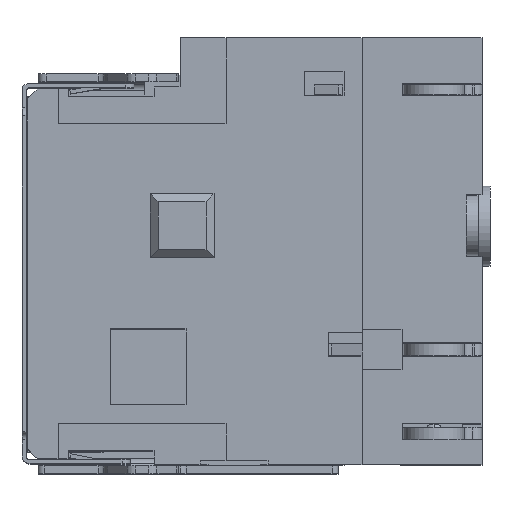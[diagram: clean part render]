
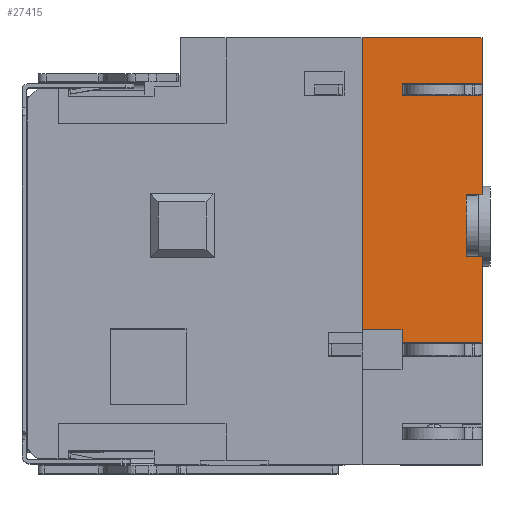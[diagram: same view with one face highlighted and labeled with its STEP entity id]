
A CAD part, top view. The second image highlights one B-rep face of the part: STEP entity #27415.
In plain terms, the highlighted planar face has unit normal (0, 0, 1).
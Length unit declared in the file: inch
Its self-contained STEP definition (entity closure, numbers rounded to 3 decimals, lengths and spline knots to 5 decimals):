
#204 = CARTESIAN_POINT ( 'NONE',  ( 0.29921, -0.74372, 0.26704 ) ) ;
#994 = LINE ( 'NONE', #25911, #2867 ) ;
#1471 = VERTEX_POINT ( 'NONE', #7313 ) ;
#1572 = VECTOR ( 'NONE', #10068, 39.37008 ) ;
#1817 = ORIENTED_EDGE ( 'NONE', *, *, #26034, .T. ) ;
#2415 = CARTESIAN_POINT ( 'NONE',  ( 0.28346, -0.65789, 0.26704 ) ) ;
#2578 = ORIENTED_EDGE ( 'NONE', *, *, #5468, .F. ) ;
#2769 = VERTEX_POINT ( 'NONE', #204 ) ;
#2867 = VECTOR ( 'NONE', #10751, 39.37008 ) ;
#3423 = ORIENTED_EDGE ( 'NONE', *, *, #17159, .T. ) ;
#3490 = EDGE_CURVE ( 'NONE', #11009, #23176, #24328, .T. ) ;
#3591 = CARTESIAN_POINT ( 'NONE',  ( 0.29921, -0.4888, 0.26704 ) ) ;
#4018 = ORIENTED_EDGE ( 'NONE', *, *, #21306, .F. ) ;
#4414 = CARTESIAN_POINT ( 'NONE',  ( 0.28346, -0.65907, 0.26704 ) ) ;
#4478 = LINE ( 'NONE', #11659, #31409 ) ;
#4889 = CARTESIAN_POINT ( 'NONE',  ( 0.29921, -0.65907, 0.26704 ) ) ;
#4911 = DIRECTION ( 'NONE',  ( 1., 0., 0. ) ) ;
#5241 = CARTESIAN_POINT ( 'NONE',  ( 0.22047, -0.49982, 0.26704 ) ) ;
#5415 = CARTESIAN_POINT ( 'NONE',  ( 0.1811, -0.73053, 0.26704 ) ) ;
#5468 = EDGE_CURVE ( 'NONE', #24989, #29523, #15927, .T. ) ;
#5500 = ORIENTED_EDGE ( 'NONE', *, *, #10491, .F. ) ;
#5788 = VECTOR ( 'NONE', #7527, 39.37008 ) ;
#7162 = CARTESIAN_POINT ( 'NONE',  ( 0.23622, -0.65337, 0.26704 ) ) ;
#7267 = CARTESIAN_POINT ( 'NONE',  ( 0.1811, -0.44333, 0.26704 ) ) ;
#7313 = CARTESIAN_POINT ( 'NONE',  ( 0.22047, -0.74372, 0.26704 ) ) ;
#7527 = DIRECTION ( 'NONE',  ( 0., -1., 0. ) ) ;
#8063 = LINE ( 'NONE', #17853, #26595 ) ;
#8164 = EDGE_CURVE ( 'NONE', #10432, #21536, #8063, .T. ) ;
#8957 = LINE ( 'NONE', #9115, #21976 ) ;
#9023 = CARTESIAN_POINT ( 'NONE',  ( 0.28346, -0.59884, 0.26704 ) ) ;
#9051 = VECTOR ( 'NONE', #22864, 39.37008 ) ;
#9115 = CARTESIAN_POINT ( 'NONE',  ( 0.28346, -0.65907, 0.26704 ) ) ;
#9665 = EDGE_CURVE ( 'NONE', #24748, #30574, #18017, .T. ) ;
#10002 = DIRECTION ( 'NONE',  ( 0., -1., 0. ) ) ;
#10068 = DIRECTION ( 'NONE',  ( 1., 0., 0. ) ) ;
#10211 = VECTOR ( 'NONE', #28560, 39.37008 ) ;
#10432 = VERTEX_POINT ( 'NONE', #4414 ) ;
#10491 = EDGE_CURVE ( 'NONE', #21536, #2769, #22241, .T. ) ;
#10568 = LINE ( 'NONE', #10725, #27830 ) ;
#10725 = CARTESIAN_POINT ( 'NONE',  ( 0.29921, -0.44333, 0.26704 ) ) ;
#10751 = DIRECTION ( 'NONE',  ( 0., -1., 0. ) ) ;
#10775 = CARTESIAN_POINT ( 'NONE',  ( 0.29921, -0.44333, 0.26704 ) ) ;
#11009 = VERTEX_POINT ( 'NONE', #12580 ) ;
#11417 = DIRECTION ( 'NONE',  ( -1., 0., 0. ) ) ;
#11531 = EDGE_CURVE ( 'NONE', #27208, #15881, #19640, .T. ) ;
#11659 = CARTESIAN_POINT ( 'NONE',  ( 0.22047, -0.74372, 0.26704 ) ) ;
#11747 = VECTOR ( 'NONE', #13503, 39.37008 ) ;
#12056 = CARTESIAN_POINT ( 'NONE',  ( 0.29921, -0.49982, 0.26704 ) ) ;
#12147 = CARTESIAN_POINT ( 'NONE',  ( 0.29921, -0.44333, 0.26704 ) ) ;
#12580 = CARTESIAN_POINT ( 'NONE',  ( 0.29921, -0.49982, 0.26704 ) ) ;
#12808 = DIRECTION ( 'NONE',  ( -1., 0., 0. ) ) ;
#12837 = VECTOR ( 'NONE', #10002, 39.37008 ) ;
#12865 = EDGE_CURVE ( 'NONE', #23460, #24788, #26849, .T. ) ;
#12968 = VECTOR ( 'NONE', #25741, 39.37008 ) ;
#13154 = CARTESIAN_POINT ( 'NONE',  ( 0.1811, -0.44333, 0.26704 ) ) ;
#13503 = DIRECTION ( 'NONE',  ( -1., 0., 0. ) ) ;
#13802 = CARTESIAN_POINT ( 'NONE',  ( 0.22047, -0.49982, 0.26704 ) ) ;
#14134 = CARTESIAN_POINT ( 'NONE',  ( 0.1811, -0.73053, 0.26704 ) ) ;
#14217 = ORIENTED_EDGE ( 'NONE', *, *, #28887, .T. ) ;
#14243 = CARTESIAN_POINT ( 'NONE',  ( 0.29921, -0.59766, 0.26704 ) ) ;
#14300 = VECTOR ( 'NONE', #21275, 39.37008 ) ;
#14418 = DIRECTION ( 'NONE',  ( 1., 0., 0. ) ) ;
#14587 = ORIENTED_EDGE ( 'NONE', *, *, #8164, .F. ) ;
#15313 = EDGE_CURVE ( 'NONE', #10432, #29523, #8957, .T. ) ;
#15443 = DIRECTION ( 'NONE',  ( 1., 0., 0. ) ) ;
#15535 = LINE ( 'NONE', #5415, #1572 ) ;
#15881 = VERTEX_POINT ( 'NONE', #14134 ) ;
#15927 = LINE ( 'NONE', #9023, #12968 ) ;
#15965 = CARTESIAN_POINT ( 'NONE',  ( 0.22047, -0.73053, 0.26704 ) ) ;
#15976 = ORIENTED_EDGE ( 'NONE', *, *, #15313, .T. ) ;
#16274 = CARTESIAN_POINT ( 'NONE',  ( 0.29921, -0.4888, 0.26704 ) ) ;
#16967 = FACE_OUTER_BOUND ( 'NONE', #29881, .T. ) ;
#16982 = CARTESIAN_POINT ( 'NONE',  ( 0.22047, -0.73053, 0.26704 ) ) ;
#17159 = EDGE_CURVE ( 'NONE', #15881, #19226, #15535, .T. ) ;
#17533 = DIRECTION ( 'NONE',  ( 0., -1., 0. ) ) ;
#17708 = LINE ( 'NONE', #16982, #9051 ) ;
#17853 = CARTESIAN_POINT ( 'NONE',  ( 0.28346, -0.65907, 0.26704 ) ) ;
#18017 = LINE ( 'NONE', #20910, #11747 ) ;
#18668 = DIRECTION ( 'NONE',  ( 0., 1., 0. ) ) ;
#19226 = VERTEX_POINT ( 'NONE', #15965 ) ;
#19640 = LINE ( 'NONE', #7267, #26790 ) ;
#20509 = VERTEX_POINT ( 'NONE', #29007 ) ;
#20910 = CARTESIAN_POINT ( 'NONE',  ( 0.29921, -0.59766, 0.26704 ) ) ;
#21215 = ORIENTED_EDGE ( 'NONE', *, *, #11531, .T. ) ;
#21275 = DIRECTION ( 'NONE',  ( -1., 0., 0. ) ) ;
#21306 = EDGE_CURVE ( 'NONE', #11009, #24748, #994, .T. ) ;
#21536 = VERTEX_POINT ( 'NONE', #28287 ) ;
#21797 = DIRECTION ( 'NONE',  ( 0., 0., 1. ) ) ;
#21950 = EDGE_CURVE ( 'NONE', #19226, #1471, #17708, .T. ) ;
#21976 = VECTOR ( 'NONE', #26003, 39.37008 ) ;
#21978 = ORIENTED_EDGE ( 'NONE', *, *, #31402, .F. ) ;
#22072 = ORIENTED_EDGE ( 'NONE', *, *, #21950, .T. ) ;
#22241 = LINE ( 'NONE', #4889, #12837 ) ;
#22561 = AXIS2_PLACEMENT_3D ( 'NONE', #7162, #21797, #4911 ) ;
#22864 = DIRECTION ( 'NONE',  ( 0., -1., 0. ) ) ;
#23176 = VERTEX_POINT ( 'NONE', #5241 ) ;
#23460 = VERTEX_POINT ( 'NONE', #10775 ) ;
#23556 = CARTESIAN_POINT ( 'NONE',  ( 0.28346, -0.59766, 0.26704 ) ) ;
#24328 = LINE ( 'NONE', #12056, #14300 ) ;
#24748 = VERTEX_POINT ( 'NONE', #14243 ) ;
#24769 = VECTOR ( 'NONE', #11417, 39.37008 ) ;
#24788 = VERTEX_POINT ( 'NONE', #3591 ) ;
#24989 = VERTEX_POINT ( 'NONE', #30525 ) ;
#25483 = ORIENTED_EDGE ( 'NONE', *, *, #27340, .T. ) ;
#25741 = DIRECTION ( 'NONE',  ( 0., -1., 0. ) ) ;
#25911 = CARTESIAN_POINT ( 'NONE',  ( 0.29921, -0.49982, 0.26704 ) ) ;
#26003 = DIRECTION ( 'NONE',  ( 0., 1., 0. ) ) ;
#26034 = EDGE_CURVE ( 'NONE', #23176, #20509, #26235, .T. ) ;
#26182 = ORIENTED_EDGE ( 'NONE', *, *, #9665, .F. ) ;
#26235 = LINE ( 'NONE', #13802, #26466 ) ;
#26466 = VECTOR ( 'NONE', #18668, 39.37008 ) ;
#26595 = VECTOR ( 'NONE', #15443, 39.37008 ) ;
#26790 = VECTOR ( 'NONE', #17533, 39.37008 ) ;
#26849 = LINE ( 'NONE', #12147, #5788 ) ;
#27208 = VERTEX_POINT ( 'NONE', #13154 ) ;
#27340 = EDGE_CURVE ( 'NONE', #24989, #30574, #28710, .T. ) ;
#27415 = ADVANCED_FACE ( 'NONE', ( #16967 ), #31603, .T. ) ;
#27830 = VECTOR ( 'NONE', #12808, 39.37008 ) ;
#28113 = ORIENTED_EDGE ( 'NONE', *, *, #31692, .T. ) ;
#28287 = CARTESIAN_POINT ( 'NONE',  ( 0.29921, -0.65907, 0.26704 ) ) ;
#28560 = DIRECTION ( 'NONE',  ( 0., 1., 0. ) ) ;
#28617 = ORIENTED_EDGE ( 'NONE', *, *, #12865, .F. ) ;
#28710 = LINE ( 'NONE', #30958, #10211 ) ;
#28887 = EDGE_CURVE ( 'NONE', #1471, #2769, #4478, .T. ) ;
#29007 = CARTESIAN_POINT ( 'NONE',  ( 0.22047, -0.4888, 0.26704 ) ) ;
#29299 = ORIENTED_EDGE ( 'NONE', *, *, #3490, .T. ) ;
#29523 = VERTEX_POINT ( 'NONE', #2415 ) ;
#29881 = EDGE_LOOP ( 'NONE', ( #14217, #5500, #14587, #15976, #2578, #25483, #26182, #4018, #29299, #1817, #21978, #28617, #28113, #21215, #3423, #22072 ) ) ;
#30525 = CARTESIAN_POINT ( 'NONE',  ( 0.28346, -0.59884, 0.26704 ) ) ;
#30574 = VERTEX_POINT ( 'NONE', #23556 ) ;
#30728 = LINE ( 'NONE', #16274, #24769 ) ;
#30958 = CARTESIAN_POINT ( 'NONE',  ( 0.28346, -0.59884, 0.26704 ) ) ;
#31402 = EDGE_CURVE ( 'NONE', #24788, #20509, #30728, .T. ) ;
#31409 = VECTOR ( 'NONE', #14418, 39.37008 ) ;
#31603 = PLANE ( 'NONE',  #22561 ) ;
#31692 = EDGE_CURVE ( 'NONE', #23460, #27208, #10568, .T. ) ;
